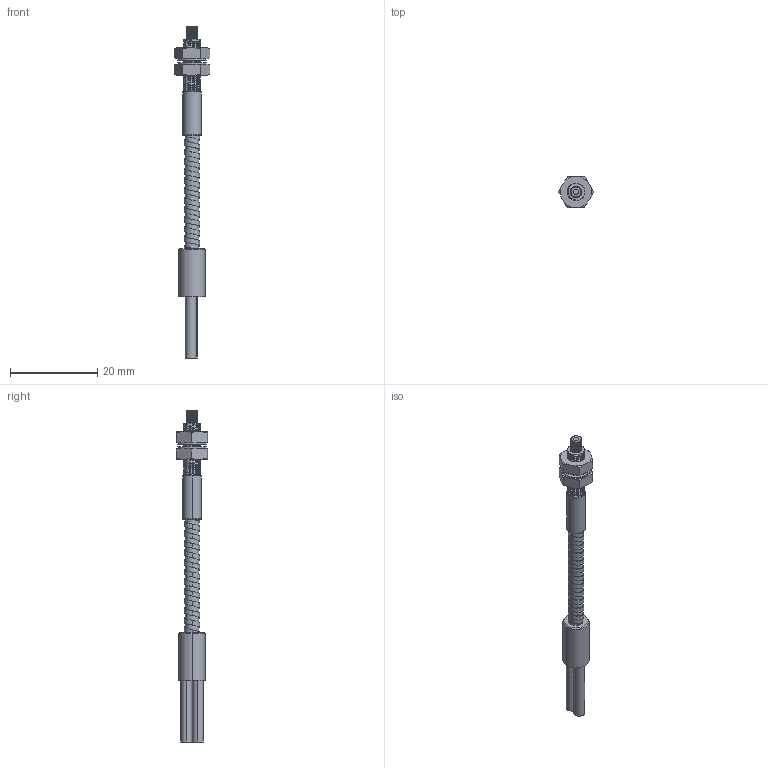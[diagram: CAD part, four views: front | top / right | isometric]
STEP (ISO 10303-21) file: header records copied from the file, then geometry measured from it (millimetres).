
FILE_DESCRIPTION (( 'STEP AP203' ), '1' );
FILE_NAME ('PD-H410E.STEP', '2015-12-21T05:31:05', ( '' ), ( '' ), 'SwSTEP 2.0', 'SolidWorks 2013', '' );
FILE_SCHEMA (( 'CONFIG_CONTROL_DESIGN' ));
Length unit declared in the file: millimetre
Products named in the file (1): PD-H410E
Bounding box: 8.08 x 7.15 x 76 mm (x, y, z)
Volume: 1160.6 mm3; surface area: 1538.7 mm2
Topology: 3 solids, 3 shells, 281 faces, 767 edges, 503 vertices
Faces by surface type: cylinder 130, plane 110, cone 30, bspline 7, torus 4
Entity records: 14543 total; most frequent: CARTESIAN_POINT 8065, ORIENTED_EDGE 1534, DIRECTION 1146, EDGE_CURVE 767, VERTEX_POINT 503, AXIS2_PLACEMENT_3D 391, LINE 364, VECTOR 364
